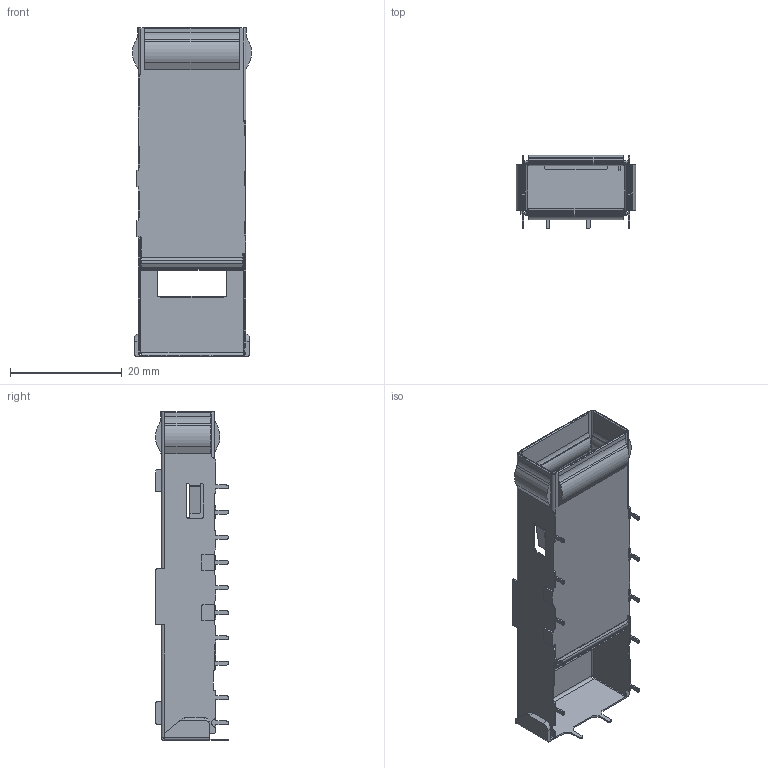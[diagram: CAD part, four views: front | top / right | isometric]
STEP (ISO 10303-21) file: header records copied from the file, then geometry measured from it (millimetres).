
FILE_DESCRIPTION((''),'2;1');
FILE_NAME('747500021','2015-10-14T',('me'),(''),'PRO/ENGINEER BY PARAMETRIC TECHNOLOGY CORPORATION, 2011490','PRO/ENGINEER BY PARAMETRIC TECHNOLOGY CORPORATION, 2011490','');
FILE_SCHEMA(('CONFIG_CONTROL_DESIGN'));
Length unit declared in the file: millimetre
Products named in the file (1): 747500021
Bounding box: 21.33 x 13.07 x 58.8 mm (x, y, z)
Volume: 1070.6 mm3; surface area: 5867.6 mm2
Topology: 1 solids, 1 shells, 362 faces, 1117 edges, 752 vertices
Faces by surface type: plane 218, cylinder 141, bspline 3
Entity records: 12654 total; most frequent: CARTESIAN_POINT 2443, ORIENTED_EDGE 2186, DIRECTION 2085, EDGE_CURVE 1093, VECTOR 779, LINE 779, VERTEX_POINT 728, AXIS2_PLACEMENT_3D 653
